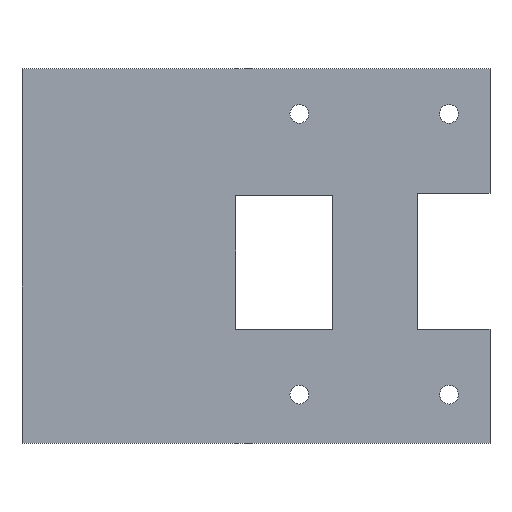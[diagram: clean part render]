
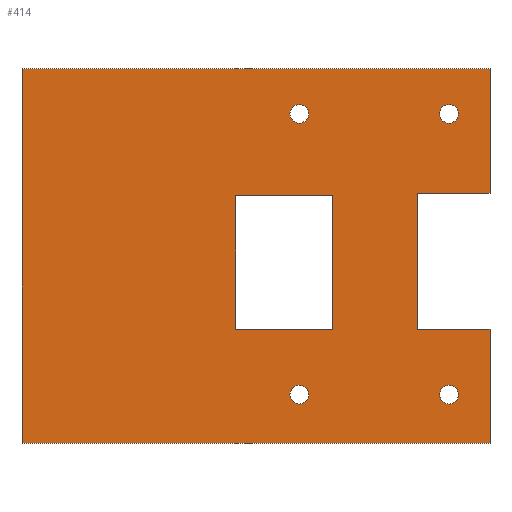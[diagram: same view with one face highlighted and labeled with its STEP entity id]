
A CAD part, top view. The second image highlights one B-rep face of the part: STEP entity #414.
In plain terms, the highlighted planar face has unit normal (0, 0, 1).
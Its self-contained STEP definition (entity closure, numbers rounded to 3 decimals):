
#23=FACE_BOUND('',#77,.T.);
#24=FACE_BOUND('',#78,.T.);
#25=FACE_BOUND('',#79,.T.);
#26=FACE_BOUND('',#80,.T.);
#27=FACE_BOUND('',#81,.T.);
#33=CIRCLE('',#451,1.);
#34=CIRCLE('',#452,1.);
#35=CIRCLE('',#453,1.);
#36=CIRCLE('',#454,1.);
#54=FACE_OUTER_BOUND('',#76,.T.);
#76=EDGE_LOOP('',(#315,#316,#317,#318,#319,#320,#321,#322));
#77=EDGE_LOOP('',(#323));
#78=EDGE_LOOP('',(#324));
#79=EDGE_LOOP('',(#325));
#80=EDGE_LOOP('',(#326));
#81=EDGE_LOOP('',(#327,#328,#329,#330));
#99=LINE('',#593,#143);
#103=LINE('',#601,#147);
#106=LINE('',#607,#150);
#109=LINE('',#612,#153);
#111=LINE('',#617,#155);
#115=LINE('',#625,#159);
#118=LINE('',#631,#162);
#123=LINE('',#640,#167);
#124=LINE('',#643,#168);
#127=LINE('',#649,#171);
#128=LINE('',#651,#172);
#129=LINE('',#652,#173);
#143=VECTOR('',#479,10.);
#147=VECTOR('',#485,10.);
#150=VECTOR('',#490,10.);
#153=VECTOR('',#495,10.);
#155=VECTOR('',#499,10.);
#159=VECTOR('',#505,10.);
#162=VECTOR('',#510,10.);
#167=VECTOR('',#517,10.);
#168=VECTOR('',#520,10.);
#171=VECTOR('',#525,10.);
#172=VECTOR('',#526,10.);
#173=VECTOR('',#527,10.);
#187=VERTEX_POINT('',#591);
#188=VERTEX_POINT('',#592);
#191=VERTEX_POINT('',#600);
#193=VERTEX_POINT('',#606);
#195=VERTEX_POINT('',#615);
#196=VERTEX_POINT('',#616);
#199=VERTEX_POINT('',#624);
#201=VERTEX_POINT('',#630);
#204=VERTEX_POINT('',#638);
#205=VERTEX_POINT('',#642);
#207=VERTEX_POINT('',#648);
#208=VERTEX_POINT('',#650);
#209=VERTEX_POINT('',#653);
#210=VERTEX_POINT('',#655);
#211=VERTEX_POINT('',#657);
#212=VERTEX_POINT('',#659);
#223=EDGE_CURVE('',#187,#188,#99,.T.);
#227=EDGE_CURVE('',#191,#187,#103,.T.);
#230=EDGE_CURVE('',#193,#191,#106,.T.);
#233=EDGE_CURVE('',#188,#193,#109,.T.);
#235=EDGE_CURVE('',#195,#196,#111,.T.);
#239=EDGE_CURVE('',#199,#195,#115,.T.);
#242=EDGE_CURVE('',#201,#199,#118,.T.);
#247=EDGE_CURVE('',#196,#204,#123,.T.);
#248=EDGE_CURVE('',#205,#201,#124,.T.);
#251=EDGE_CURVE('',#204,#207,#127,.T.);
#252=EDGE_CURVE('',#207,#208,#128,.T.);
#253=EDGE_CURVE('',#208,#205,#129,.T.);
#254=EDGE_CURVE('',#209,#209,#33,.T.);
#255=EDGE_CURVE('',#210,#210,#34,.T.);
#256=EDGE_CURVE('',#211,#211,#35,.T.);
#257=EDGE_CURVE('',#212,#212,#36,.T.);
#315=ORIENTED_EDGE('',*,*,#242,.T.);
#316=ORIENTED_EDGE('',*,*,#239,.T.);
#317=ORIENTED_EDGE('',*,*,#235,.T.);
#318=ORIENTED_EDGE('',*,*,#247,.T.);
#319=ORIENTED_EDGE('',*,*,#251,.T.);
#320=ORIENTED_EDGE('',*,*,#252,.T.);
#321=ORIENTED_EDGE('',*,*,#253,.T.);
#322=ORIENTED_EDGE('',*,*,#248,.T.);
#323=ORIENTED_EDGE('',*,*,#254,.T.);
#324=ORIENTED_EDGE('',*,*,#255,.T.);
#325=ORIENTED_EDGE('',*,*,#256,.T.);
#326=ORIENTED_EDGE('',*,*,#257,.T.);
#327=ORIENTED_EDGE('',*,*,#223,.T.);
#328=ORIENTED_EDGE('',*,*,#233,.T.);
#329=ORIENTED_EDGE('',*,*,#230,.T.);
#330=ORIENTED_EDGE('',*,*,#227,.T.);
#400=PLANE('',#450);
#414=ADVANCED_FACE('',(#54,#23,#24,#25,#26,#27),#400,.T.);
#450=AXIS2_PLACEMENT_3D('',#647,#523,#524);
#451=AXIS2_PLACEMENT_3D('',#654,#528,#529);
#452=AXIS2_PLACEMENT_3D('',#656,#530,#531);
#453=AXIS2_PLACEMENT_3D('',#658,#532,#533);
#454=AXIS2_PLACEMENT_3D('',#660,#534,#535);
#479=DIRECTION('',(0.,-1.,0.));
#485=DIRECTION('',(1.,0.,0.));
#490=DIRECTION('',(0.,1.,0.));
#495=DIRECTION('',(-1.,0.,0.));
#499=DIRECTION('',(1.,0.,0.));
#505=DIRECTION('',(0.,1.,0.));
#510=DIRECTION('',(-1.,0.,0.));
#517=DIRECTION('',(0.,1.,0.));
#520=DIRECTION('',(0.,1.,0.));
#523=DIRECTION('center_axis',(0.,0.,1.));
#524=DIRECTION('ref_axis',(1.,0.,0.));
#525=DIRECTION('',(-1.,0.,0.));
#526=DIRECTION('',(0.,-1.,0.));
#527=DIRECTION('',(1.,0.,0.));
#528=DIRECTION('center_axis',(0.,0.,-1.));
#529=DIRECTION('ref_axis',(-1.,0.,0.));
#530=DIRECTION('center_axis',(0.,0.,-1.));
#531=DIRECTION('ref_axis',(-1.,0.,0.));
#532=DIRECTION('center_axis',(0.,0.,-1.));
#533=DIRECTION('ref_axis',(-1.,0.,0.));
#534=DIRECTION('center_axis',(0.,0.,-1.));
#535=DIRECTION('ref_axis',(-1.,0.,0.));
#591=CARTESIAN_POINT('',(33.19,26.431,4.));
#592=CARTESIAN_POINT('',(33.19,12.163,4.));
#593=CARTESIAN_POINT('',(33.19,23.215,4.));
#600=CARTESIAN_POINT('',(22.818,26.431,4.));
#601=CARTESIAN_POINT('',(23.909,26.431,4.));
#606=CARTESIAN_POINT('',(22.818,12.163,4.));
#607=CARTESIAN_POINT('',(22.818,16.082,4.));
#612=CARTESIAN_POINT('',(29.095,12.163,4.));
#615=CARTESIAN_POINT('',(42.294,26.702,4.));
#616=CARTESIAN_POINT('',(50.,26.702,4.));
#617=CARTESIAN_POINT('',(33.647,26.702,4.));
#624=CARTESIAN_POINT('',(42.294,12.163,4.));
#625=CARTESIAN_POINT('',(42.294,16.082,4.));
#630=CARTESIAN_POINT('',(50.,12.163,4.));
#631=CARTESIAN_POINT('',(37.5,12.163,4.));
#638=CARTESIAN_POINT('',(50.,40.,4.));
#640=CARTESIAN_POINT('',(50.,0.,4.));
#642=CARTESIAN_POINT('',(50.,0.,4.));
#643=CARTESIAN_POINT('',(50.,0.,4.));
#647=CARTESIAN_POINT('Origin',(25.,20.,4.));
#648=CARTESIAN_POINT('',(0.,40.,4.));
#649=CARTESIAN_POINT('',(50.,40.,4.));
#650=CARTESIAN_POINT('',(0.,0.,4.));
#651=CARTESIAN_POINT('',(0.,40.,4.));
#652=CARTESIAN_POINT('',(0.,0.,4.));
#653=CARTESIAN_POINT('',(30.621,5.182,4.));
#654=CARTESIAN_POINT('Origin',(29.621,5.182,4.));
#655=CARTESIAN_POINT('',(30.621,35.182,4.));
#656=CARTESIAN_POINT('Origin',(29.621,35.182,4.));
#657=CARTESIAN_POINT('',(46.621,5.182,4.));
#658=CARTESIAN_POINT('Origin',(45.621,5.182,4.));
#659=CARTESIAN_POINT('',(46.621,35.182,4.));
#660=CARTESIAN_POINT('Origin',(45.621,35.182,4.));
